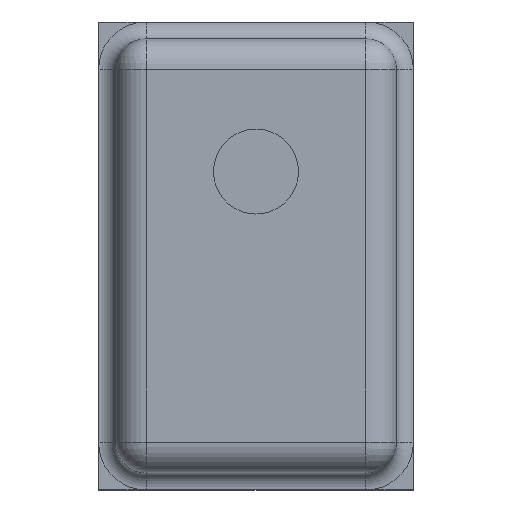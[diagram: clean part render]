
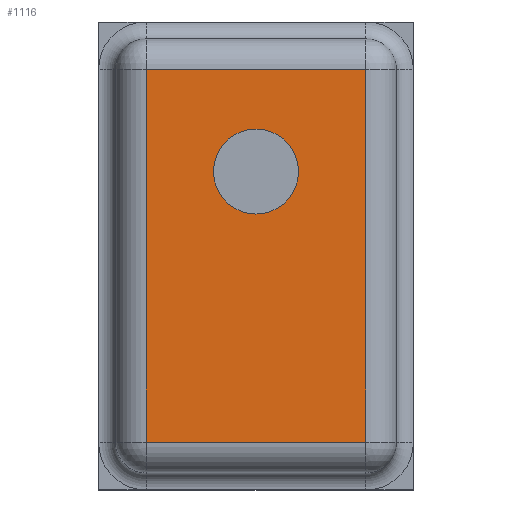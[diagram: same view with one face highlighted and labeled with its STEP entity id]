
A CAD part, top view. The second image highlights one B-rep face of the part: STEP entity #1116.
In plain terms, the highlighted planar face has unit normal (0, 0, 1).
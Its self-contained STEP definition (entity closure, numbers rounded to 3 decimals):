
#168 = EDGE_CURVE ( 'NONE', #3491, #5866, #12702, .T. ) ;
#233 = DIRECTION ( 'NONE',  ( 0., 0., 1. ) ) ;
#484 = ORIENTED_EDGE ( 'NONE', *, *, #4996, .F. ) ;
#830 = CARTESIAN_POINT ( 'NONE',  ( -0.25, 0.495, 0.9 ) ) ;
#859 = DIRECTION ( 'NONE',  ( 0., -1., 0. ) ) ;
#1030 = ORIENTED_EDGE ( 'NONE', *, *, #5634, .T. ) ;
#1116 = ADVANCED_FACE ( 'NONE', ( #5137, #4125 ), #12990, .T. ) ;
#1331 = VECTOR ( 'NONE', #6347, 1000. ) ;
#1387 = DIRECTION ( 'NONE',  ( 0., 0., 1. ) ) ;
#1416 = ORIENTED_EDGE ( 'NONE', *, *, #7515, .T. ) ;
#1491 = EDGE_LOOP ( 'NONE', ( #8165, #484 ) ) ;
#1527 = CARTESIAN_POINT ( 'NONE',  ( 0.645, -1.095, 0.9 ) ) ;
#1593 = VECTOR ( 'NONE', #10926, 1000. ) ;
#1821 = CARTESIAN_POINT ( 'NONE',  ( -0.645, -1.095, 0.9 ) ) ;
#2890 = CARTESIAN_POINT ( 'NONE',  ( -0.645, -1.275, 0.9 ) ) ;
#3017 = AXIS2_PLACEMENT_3D ( 'NONE', #5238, #1387, #5480 ) ;
#3289 = CARTESIAN_POINT ( 'NONE',  ( -0.645, 1.095, 0.9 ) ) ;
#3491 = VERTEX_POINT ( 'NONE', #9243 ) ;
#3502 = DIRECTION ( 'NONE',  ( -1., 0., 0. ) ) ;
#3702 = VERTEX_POINT ( 'NONE', #1821 ) ;
#3739 = CARTESIAN_POINT ( 'NONE',  ( 0., 0., 0.9 ) ) ;
#4125 = FACE_OUTER_BOUND ( 'NONE', #8740, .T. ) ;
#4625 = VERTEX_POINT ( 'NONE', #1527 ) ;
#4648 = LINE ( 'NONE', #5509, #6877 ) ;
#4996 = EDGE_CURVE ( 'NONE', #5866, #3491, #10793, .T. ) ;
#5137 = FACE_BOUND ( 'NONE', #1491, .T. ) ;
#5233 = LINE ( 'NONE', #9533, #1331 ) ;
#5238 = CARTESIAN_POINT ( 'NONE',  ( 0., 0.495, 0.9 ) ) ;
#5480 = DIRECTION ( 'NONE',  ( 1., 0., 0. ) ) ;
#5509 = CARTESIAN_POINT ( 'NONE',  ( -0.825, 1.095, 0.9 ) ) ;
#5634 = EDGE_CURVE ( 'NONE', #4625, #10190, #5233, .T. ) ;
#5866 = VERTEX_POINT ( 'NONE', #830 ) ;
#6347 = DIRECTION ( 'NONE',  ( 0., 1., 0. ) ) ;
#6722 = AXIS2_PLACEMENT_3D ( 'NONE', #3739, #7835, #11979 ) ;
#6877 = VECTOR ( 'NONE', #3502, 1000. ) ;
#7050 = LINE ( 'NONE', #2890, #11406 ) ;
#7515 = EDGE_CURVE ( 'NONE', #3702, #4625, #7954, .T. ) ;
#7531 = DIRECTION ( 'NONE',  ( 1., 0., 0. ) ) ;
#7655 = ORIENTED_EDGE ( 'NONE', *, *, #7684, .T. ) ;
#7684 = EDGE_CURVE ( 'NONE', #10190, #7871, #4648, .T. ) ;
#7761 = EDGE_CURVE ( 'NONE', #7871, #3702, #7050, .T. ) ;
#7835 = DIRECTION ( 'NONE',  ( 0., 0., 1. ) ) ;
#7871 = VERTEX_POINT ( 'NONE', #3289 ) ;
#7954 = LINE ( 'NONE', #10121, #1593 ) ;
#8165 = ORIENTED_EDGE ( 'NONE', *, *, #168, .F. ) ;
#8740 = EDGE_LOOP ( 'NONE', ( #1030, #7655, #9557, #1416 ) ) ;
#9243 = CARTESIAN_POINT ( 'NONE',  ( 0.25, 0.495, 0.9 ) ) ;
#9533 = CARTESIAN_POINT ( 'NONE',  ( 0.645, 1.275, 0.9 ) ) ;
#9557 = ORIENTED_EDGE ( 'NONE', *, *, #7761, .T. ) ;
#10121 = CARTESIAN_POINT ( 'NONE',  ( 0.825, -1.095, 0.9 ) ) ;
#10190 = VERTEX_POINT ( 'NONE', #10225 ) ;
#10225 = CARTESIAN_POINT ( 'NONE',  ( 0.645, 1.095, 0.9 ) ) ;
#10793 = CIRCLE ( 'NONE', #12751, 0.25 ) ;
#10926 = DIRECTION ( 'NONE',  ( 1., 0., 0. ) ) ;
#11406 = VECTOR ( 'NONE', #859, 1000. ) ;
#11979 = DIRECTION ( 'NONE',  ( 1., 0., 0. ) ) ;
#12287 = CARTESIAN_POINT ( 'NONE',  ( 0., 0.495, 0.9 ) ) ;
#12702 = CIRCLE ( 'NONE', #3017, 0.25 ) ;
#12751 = AXIS2_PLACEMENT_3D ( 'NONE', #12287, #233, #7531 ) ;
#12990 = PLANE ( 'NONE',  #6722 ) ;
